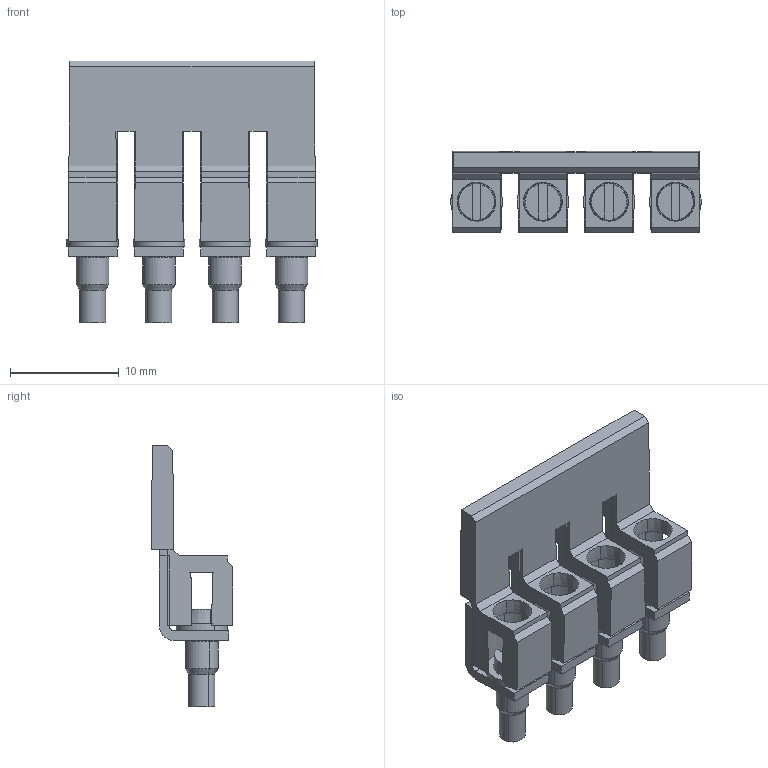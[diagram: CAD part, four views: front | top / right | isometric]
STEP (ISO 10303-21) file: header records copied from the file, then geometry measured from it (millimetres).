
FILE_DESCRIPTION(('CATIA V5 STEP Exchange','CAx-IF Rec.Pracs.--- Model Styling and Organization---1.4--- 2014-01-23'),'2;1');
FILE_NAME ('004732-12_0', '2021-06-18T11:25:11+00:00', ('none'), ('Weidmueller'), 'CATIA Version 5-6 Release 2016 SP3 HF44', 'CATIA V5 STEP AP214', 'none');
FILE_SCHEMA(('AUTOMOTIVE_DESIGN { 1 0 10303 214 1 1 1 1 }'));
Length unit declared in the file: millimetre
Products named in the file (1): 1054660000
Bounding box: 23.05 x 7.47 x 24.1 mm (x, y, z)
Volume: 1248.4 mm3; surface area: 2736.9 mm2
Topology: 2 solids, 2 shells, 212 faces, 578 edges, 375 vertices
Faces by surface type: plane 132, cylinder 48, cone 32
Entity records: 6216 total; most frequent: CARTESIAN_POINT 1205, ORIENTED_EDGE 1156, DIRECTION 808, EDGE_CURVE 578, VERTEX_POINT 375, VECTOR 372, LINE 372, AXIS2_PLACEMENT_3D 306
